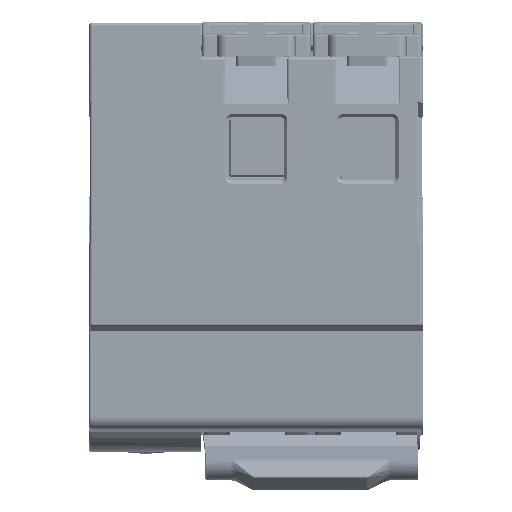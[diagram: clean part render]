
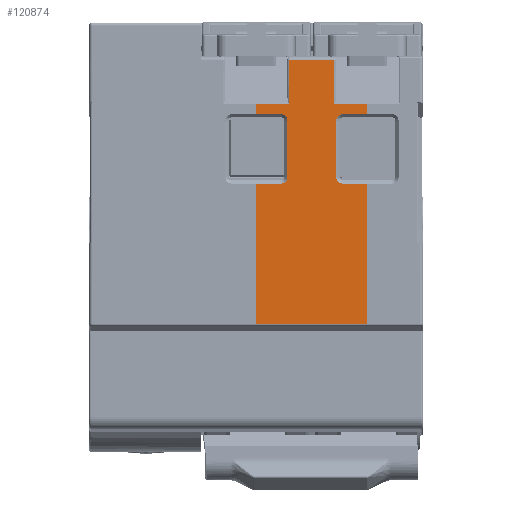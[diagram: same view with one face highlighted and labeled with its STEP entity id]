
A CAD part, left-side view. The second image highlights one B-rep face of the part: STEP entity #120874.
In plain terms, the highlighted planar face has unit normal (-1, 0, 0).
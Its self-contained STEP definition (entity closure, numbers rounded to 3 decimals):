
#84799=DIRECTION('',(0.,0.,-1.));
#84800=VECTOR('',#84799,22.515);
#84801=CARTESIAN_POINT('',(1.562,8.9,-25.8));
#84802=LINE('',#84801,#84800);
#87057=DIRECTION('',(0.,1.,0.));
#87058=VECTOR('',#87057,5.3);
#87059=CARTESIAN_POINT('',(1.562,3.6,-13.));
#87060=LINE('',#87059,#87058);
#87168=DIRECTION('',(0.,1.,0.));
#87169=VECTOR('',#87168,5.3);
#87170=CARTESIAN_POINT('',(1.562,-8.9,-13.));
#87171=LINE('',#87170,#87169);
#91865=DIRECTION('',(0.,0.,-1.));
#91866=VECTOR('',#91865,1.7);
#91867=CARTESIAN_POINT('',(1.562,8.9,-13.));
#91868=LINE('',#91867,#91866);
#92336=DIRECTION('',(0.,1.,0.));
#92337=VECTOR('',#92336,4.);
#92338=CARTESIAN_POINT('',(1.562,4.9,-14.7));
#92339=LINE('',#92338,#92337);
#92340=DIRECTION('',(0.,-1.,0.));
#92341=VECTOR('',#92340,17.8);
#92342=CARTESIAN_POINT('',(1.562,8.9,-48.315));
#92343=LINE('',#92342,#92341);
#92344=CARTESIAN_POINT('',(1.562,4.9,-24.8));
#92345=DIRECTION('',(1.,0.,0.));
#92346=DIRECTION('',(0.,-1.,0.));
#92347=AXIS2_PLACEMENT_3D('',#92344,#92345,#92346);
#92349=CARTESIAN_POINT('',(1.562,4.9,-15.7));
#92350=DIRECTION('',(1.,0.,0.));
#92351=DIRECTION('',(0.,0.,1.));
#92352=AXIS2_PLACEMENT_3D('',#92349,#92350,#92351);
#92354=DIRECTION('',(0.,0.,-1.));
#92355=VECTOR('',#92354,7.);
#92356=CARTESIAN_POINT('',(1.562,3.6,-6.));
#92357=LINE('',#92356,#92355);
#92358=DIRECTION('',(0.,1.,0.));
#92359=VECTOR('',#92358,7.2);
#92360=CARTESIAN_POINT('',(1.562,-3.6,-6.));
#92361=LINE('',#92360,#92359);
#92362=DIRECTION('',(0.,0.,1.));
#92363=VECTOR('',#92362,7.);
#92364=CARTESIAN_POINT('',(1.562,-3.6,-13.));
#92365=LINE('',#92364,#92363);
#92366=DIRECTION('',(0.,0.,-1.));
#92367=VECTOR('',#92366,1.7);
#92368=CARTESIAN_POINT('',(1.562,-8.9,-13.));
#92369=LINE('',#92368,#92367);
#92370=DIRECTION('',(0.,-1.,0.));
#92371=VECTOR('',#92370,4.);
#92372=CARTESIAN_POINT('',(1.562,-4.9,-14.7));
#92373=LINE('',#92372,#92371);
#92374=CARTESIAN_POINT('',(1.562,-4.9,-15.7));
#92375=DIRECTION('',(1.,0.,0.));
#92376=DIRECTION('',(0.,1.,0.));
#92377=AXIS2_PLACEMENT_3D('',#92374,#92375,#92376);
#92379=CARTESIAN_POINT('',(1.562,-4.9,-24.8));
#92380=DIRECTION('',(1.,0.,0.));
#92381=DIRECTION('',(0.,0.,-1.));
#92382=AXIS2_PLACEMENT_3D('',#92379,#92380,#92381);
#92384=DIRECTION('',(0.,1.,0.));
#92385=VECTOR('',#92384,4.);
#92386=CARTESIAN_POINT('',(1.562,-8.9,-25.8));
#92387=LINE('',#92386,#92385);
#92388=DIRECTION('',(0.,0.,-1.));
#92389=VECTOR('',#92388,22.515);
#92390=CARTESIAN_POINT('',(1.562,-8.9,-25.8));
#92391=LINE('',#92390,#92389);
#92604=DIRECTION('',(0.,-1.,0.));
#92605=VECTOR('',#92604,4.);
#92606=CARTESIAN_POINT('',(1.562,8.9,-25.8));
#92607=LINE('',#92606,#92605);
#92641=DIRECTION('',(0.,0.,1.));
#92642=VECTOR('',#92641,9.1);
#92643=CARTESIAN_POINT('',(1.562,3.9,-24.8));
#92644=LINE('',#92643,#92642);
#93810=DIRECTION('',(0.,0.,-1.));
#93811=VECTOR('',#93810,9.1);
#93812=CARTESIAN_POINT('',(1.562,-3.9,-15.7));
#93813=LINE('',#93812,#93811);
#101200=CARTESIAN_POINT('',(1.562,-8.9,-14.7));
#101202=VERTEX_POINT('',#101200);
#101212=CARTESIAN_POINT('',(1.562,-4.9,-14.7));
#101213=VERTEX_POINT('',#101212);
#101253=CARTESIAN_POINT('',(1.562,-8.9,-25.8));
#101255=VERTEX_POINT('',#101253);
#101282=CARTESIAN_POINT('',(1.562,-4.9,-25.8));
#101283=VERTEX_POINT('',#101282);
#101286=CARTESIAN_POINT('',(1.562,8.9,-25.8));
#101287=CARTESIAN_POINT('',(1.562,4.9,-25.8));
#101288=VERTEX_POINT('',#101286);
#101289=VERTEX_POINT('',#101287);
#101290=CARTESIAN_POINT('',(1.562,3.9,-24.8));
#101291=VERTEX_POINT('',#101290);
#101292=CARTESIAN_POINT('',(1.562,3.9,-15.7));
#101293=VERTEX_POINT('',#101292);
#101294=CARTESIAN_POINT('',(1.562,4.9,-14.7));
#101295=VERTEX_POINT('',#101294);
#101296=CARTESIAN_POINT('',(1.562,8.9,-14.7));
#101297=VERTEX_POINT('',#101296);
#101298=CARTESIAN_POINT('',(1.562,-3.9,-15.7));
#101299=VERTEX_POINT('',#101298);
#101300=CARTESIAN_POINT('',(1.562,-3.9,-24.8));
#101301=VERTEX_POINT('',#101300);
#103723=CARTESIAN_POINT('',(1.562,8.9,-13.));
#103724=VERTEX_POINT('',#103723);
#103725=CARTESIAN_POINT('',(1.562,-8.9,-13.));
#103726=VERTEX_POINT('',#103725);
#103885=CARTESIAN_POINT('',(1.562,3.6,-6.));
#103886=CARTESIAN_POINT('',(1.562,3.6,-13.));
#103887=VERTEX_POINT('',#103885);
#103888=VERTEX_POINT('',#103886);
#103905=CARTESIAN_POINT('',(1.562,-3.6,-6.));
#103906=VERTEX_POINT('',#103905);
#103909=CARTESIAN_POINT('',(1.562,-3.6,-13.));
#103910=VERTEX_POINT('',#103909);
#104575=CARTESIAN_POINT('',(1.562,-8.9,-48.315));
#104577=VERTEX_POINT('',#104575);
#104581=CARTESIAN_POINT('',(1.562,8.9,-48.315));
#104582=VERTEX_POINT('',#104581);
#120835=CARTESIAN_POINT('',(1.562,0.,-48.25));
#120836=DIRECTION('',(-1.,0.,0.));
#120837=DIRECTION('',(0.,0.,1.));
#120838=AXIS2_PLACEMENT_3D('',#120835,#120836,#120837);
#120839=PLANE('',#120838);
#120841=ORIENTED_EDGE('',*,*,#120840,.F.);
#120842=ORIENTED_EDGE('',*,*,#110365,.F.);
#120844=ORIENTED_EDGE('',*,*,#120843,.T.);
#120846=ORIENTED_EDGE('',*,*,#120845,.F.);
#120848=ORIENTED_EDGE('',*,*,#120847,.T.);
#120850=ORIENTED_EDGE('',*,*,#120849,.F.);
#120851=ORIENTED_EDGE('',*,*,#120828,.T.);
#120852=ORIENTED_EDGE('',*,*,#120202,.F.);
#120853=ORIENTED_EDGE('',*,*,#113666,.F.);
#120854=ORIENTED_EDGE('',*,*,#113702,.F.);
#120855=ORIENTED_EDGE('',*,*,#113743,.F.);
#120857=ORIENTED_EDGE('',*,*,#120856,.F.);
#120858=ORIENTED_EDGE('',*,*,#113817,.F.);
#120860=ORIENTED_EDGE('',*,*,#120859,.T.);
#120862=ORIENTED_EDGE('',*,*,#120861,.F.);
#120864=ORIENTED_EDGE('',*,*,#120863,.F.);
#120866=ORIENTED_EDGE('',*,*,#120865,.T.);
#120868=ORIENTED_EDGE('',*,*,#120867,.F.);
#120870=ORIENTED_EDGE('',*,*,#120869,.F.);
#120871=ORIENTED_EDGE('',*,*,#117849,.T.);
#120872=EDGE_LOOP('',(#120841,#120842,#120844,#120846,#120848,#120850,#120851,
#120852,#120853,#120854,#120855,#120857,#120858,#120860,#120862,#120864,#120866,
#120868,#120870,#120871));
#120873=FACE_OUTER_BOUND('',#120872,.F.);
#120874=ADVANCED_FACE('',(#120873),#120839,.T.);
#92348=CIRCLE('',#92347,1.);
#92353=CIRCLE('',#92352,1.);
#92378=CIRCLE('',#92377,1.);
#92383=CIRCLE('',#92382,1.);
#110365=EDGE_CURVE('',#101288,#104582,#84802,.T.);
#113666=EDGE_CURVE('',#103888,#103724,#87060,.T.);
#113702=EDGE_CURVE('',#103887,#103888,#92357,.T.);
#113743=EDGE_CURVE('',#103906,#103887,#92361,.T.);
#113817=EDGE_CURVE('',#103726,#103910,#87171,.T.);
#117849=EDGE_CURVE('',#101255,#104577,#92391,.T.);
#120202=EDGE_CURVE('',#103724,#101297,#91868,.T.);
#120828=EDGE_CURVE('',#101295,#101297,#92339,.T.);
#120840=EDGE_CURVE('',#104582,#104577,#92343,.T.);
#120843=EDGE_CURVE('',#101288,#101289,#92607,.T.);
#120845=EDGE_CURVE('',#101291,#101289,#92348,.T.);
#120847=EDGE_CURVE('',#101291,#101293,#92644,.T.);
#120849=EDGE_CURVE('',#101295,#101293,#92353,.T.);
#120856=EDGE_CURVE('',#103910,#103906,#92365,.T.);
#120859=EDGE_CURVE('',#103726,#101202,#92369,.T.);
#120861=EDGE_CURVE('',#101213,#101202,#92373,.T.);
#120863=EDGE_CURVE('',#101299,#101213,#92378,.T.);
#120865=EDGE_CURVE('',#101299,#101301,#93813,.T.);
#120867=EDGE_CURVE('',#101283,#101301,#92383,.T.);
#120869=EDGE_CURVE('',#101255,#101283,#92387,.T.);
